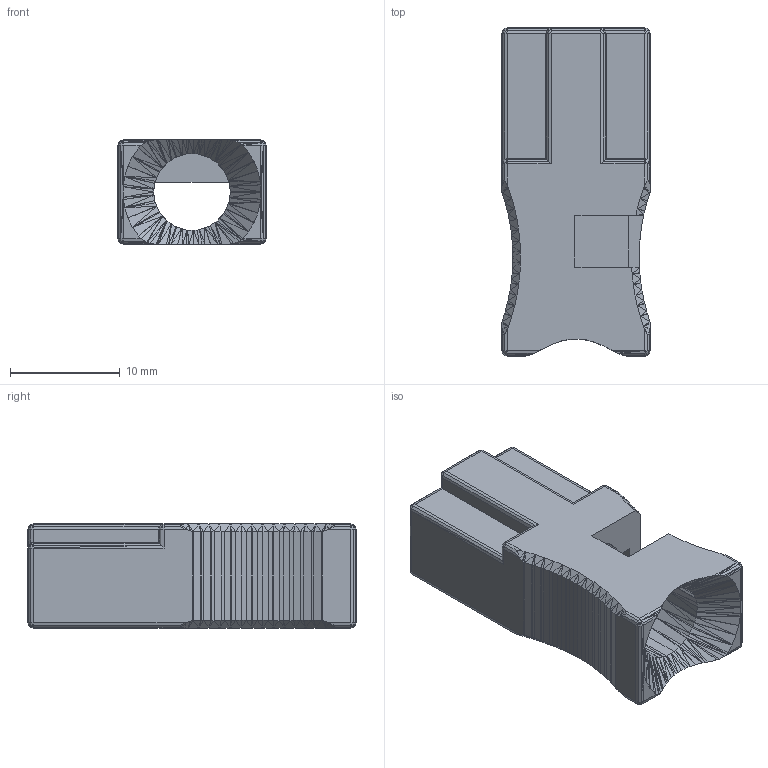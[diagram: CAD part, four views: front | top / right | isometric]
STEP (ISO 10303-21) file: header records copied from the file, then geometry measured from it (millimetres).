
FILE_DESCRIPTION(('FreeCAD Model'),'2;1');
FILE_NAME('Open CASCADE Shape Model','2024-08-10T17:16:33',(''),(''), 'Open CASCADE STEP processor 7.6','FreeCAD','Unknown');
FILE_SCHEMA(('AP242_MANAGED_MODEL_BASED_3D_ENGINEERING_MIM_LF. {1 0 10303 442 1 1 4 }'));
Length unit declared in the file: millimetre
Products named in the file (1): TPDD_Cable_Housing003
Bounding box: 13.5 x 29.9 x 9.5 mm (x, y, z)
Surface area: 2293 mm2 (no closed solid volume)
Topology: 0 solids, 1 shells, 1024 faces, 1823 edges, 799 vertices
Faces by surface type: plane 1024
Entity records: 22585 total; most frequent: DIRECTION 3873, CARTESIAN_POINT 3647, ORIENTED_EDGE 3646, EDGE_CURVE 1823, LINE 1823, VECTOR 1823, FACE_BOUND 1026, EDGE_LOOP 1026
